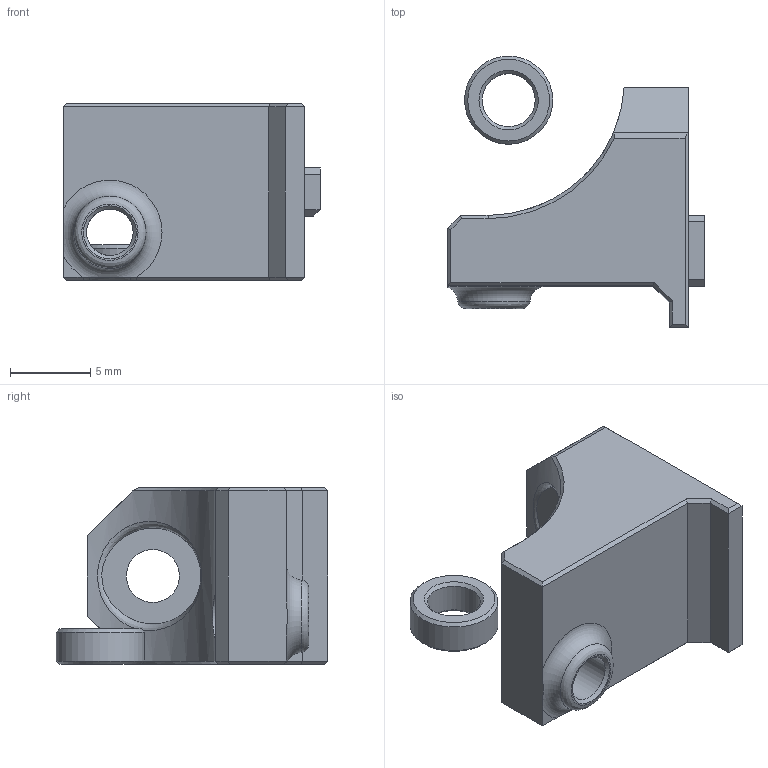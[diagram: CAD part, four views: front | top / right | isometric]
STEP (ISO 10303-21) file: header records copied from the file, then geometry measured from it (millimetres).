
FILE_DESCRIPTION(/* description */ (''),/* implementation_level */ '2;1');
FILE_NAME(/* name */ 'BME280_extrusion_mount.step',/* time_stamp */ '2023-03-06T16:13:57+01:00',/* author */ (''),/* organization */ (''),/* preprocessor_version */ 'ST-DEVELOPER v19.2',/* originating_system */ 'Autodesk Translation Framework v11.17.0.187',/* authorisation */ '');
FILE_SCHEMA (('AUTOMOTIVE_DESIGN { 1 0 10303 214 3 1 1 }'));
Length unit declared in the file: millimetre
Products named in the file (1): (Unsaved)
Bounding box: 16 x 16.95 x 11 mm (x, y, z)
Volume: 1196.2 mm3; surface area: 996.1 mm2
Topology: 2 solids, 2 shells, 66 faces, 157 edges, 96 vertices
Faces by surface type: plane 47, cone 7, cylinder 6, bspline 5, torus 1
Full cylindrical faces by diameter (mm): 2.9 x1, 3.3 x2, 5.5 x1
Entity records: 2278 total; most frequent: CARTESIAN_POINT 753, ORIENTED_EDGE 314, DIRECTION 286, EDGE_CURVE 157, LINE 112, VECTOR 112, VERTEX_POINT 96, AXIS2_PLACEMENT_3D 87
